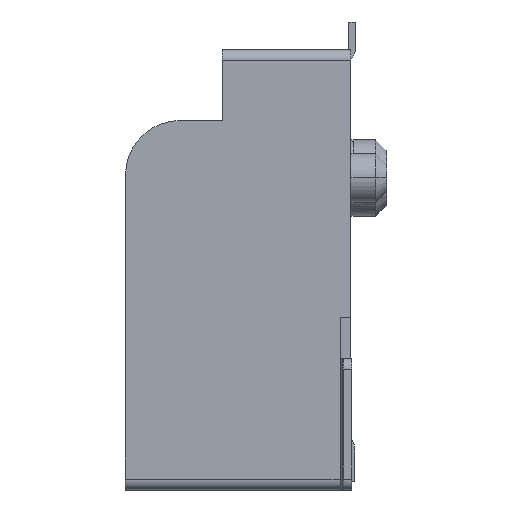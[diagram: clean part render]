
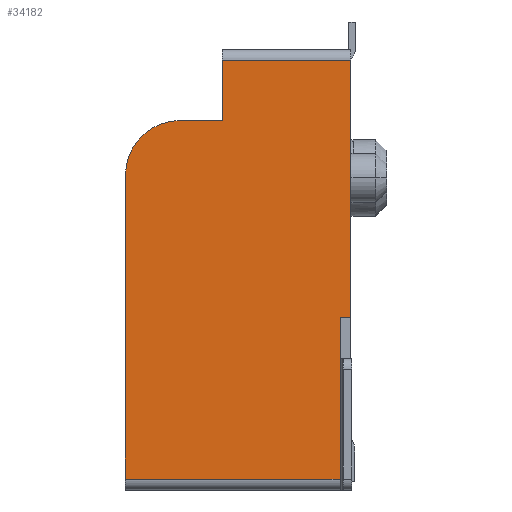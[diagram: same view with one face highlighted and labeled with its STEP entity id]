
A CAD part, left-side view. The second image highlights one B-rep face of the part: STEP entity #34182.
In plain terms, the highlighted planar face has unit normal (-1, 0, 0).
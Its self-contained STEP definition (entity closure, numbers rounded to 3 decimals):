
#1100 = CARTESIAN_POINT ( 'NONE',  ( -11., 0.25, -3.75 ) ) ;
#1430 = DIRECTION ( 'NONE',  ( 0., 0., -1. ) ) ;
#2974 = PLANE ( 'NONE',  #42868 ) ;
#3199 = CARTESIAN_POINT ( 'NONE',  ( -11., 0.25, -0.8 ) ) ;
#4672 = DIRECTION ( 'NONE',  ( 0., 1., 0. ) ) ;
#4894 = EDGE_CURVE ( 'NONE', #31578, #35415, #18861, .T. ) ;
#5461 = DIRECTION ( 'NONE',  ( 0., -1., 0. ) ) ;
#5682 = VERTEX_POINT ( 'NONE', #47373 ) ;
#6380 = VERTEX_POINT ( 'NONE', #38144 ) ;
#6461 = VECTOR ( 'NONE', #28522, 1000. ) ;
#6703 = ORIENTED_EDGE ( 'NONE', *, *, #47847, .F. ) ;
#7106 = DIRECTION ( 'NONE',  ( 0., 1., 0. ) ) ;
#7654 = DIRECTION ( 'NONE',  ( 1., 0., 0. ) ) ;
#8391 = LINE ( 'NONE', #39991, #24684 ) ;
#8696 = LINE ( 'NONE', #32726, #32652 ) ;
#8992 = CARTESIAN_POINT ( 'NONE',  ( -11., 0.05, -0.8 ) ) ;
#9010 = LINE ( 'NONE', #24433, #41531 ) ;
#9074 = DIRECTION ( 'NONE',  ( 1., 0., 0. ) ) ;
#9456 = VERTEX_POINT ( 'NONE', #45494 ) ;
#9736 = CARTESIAN_POINT ( 'NONE',  ( -11., 2.4, 2.8 ) ) ;
#12239 = CARTESIAN_POINT ( 'NONE',  ( -11., 2.4, 2.8 ) ) ;
#13799 = CARTESIAN_POINT ( 'NONE',  ( -11., 4.17, -3.75 ) ) ;
#14985 = ORIENTED_EDGE ( 'NONE', *, *, #4894, .F. ) ;
#15237 = DIRECTION ( 'NONE',  ( 0., 1., 0. ) ) ;
#15318 = ORIENTED_EDGE ( 'NONE', *, *, #49530, .T. ) ;
#15866 = CARTESIAN_POINT ( 'NONE',  ( -11., 4.17, 1.8 ) ) ;
#16980 = AXIS2_PLACEMENT_3D ( 'NONE', #44825, #9074, #17163 ) ;
#17163 = DIRECTION ( 'NONE',  ( 0., 1., 0. ) ) ;
#17945 = EDGE_CURVE ( 'NONE', #6380, #35415, #20946, .T. ) ;
#18861 = LINE ( 'NONE', #46265, #42075 ) ;
#20841 = CARTESIAN_POINT ( 'NONE',  ( -11., 4.17, 1.8 ) ) ;
#20946 = LINE ( 'NONE', #1100, #6461 ) ;
#21096 = LINE ( 'NONE', #20841, #33186 ) ;
#21435 = VERTEX_POINT ( 'NONE', #48007 ) ;
#23295 = ORIENTED_EDGE ( 'NONE', *, *, #29742, .T. ) ;
#24433 = CARTESIAN_POINT ( 'NONE',  ( -11., 2.4, 3.9 ) ) ;
#24684 = VECTOR ( 'NONE', #28249, 1000. ) ;
#25080 = ORIENTED_EDGE ( 'NONE', *, *, #51451, .T. ) ;
#25155 = DIRECTION ( 'NONE',  ( 0., 1., 0. ) ) ;
#26100 = VERTEX_POINT ( 'NONE', #41743 ) ;
#26671 = ORIENTED_EDGE ( 'NONE', *, *, #38554, .T. ) ;
#28249 = DIRECTION ( 'NONE',  ( 0., 0., -1. ) ) ;
#28522 = DIRECTION ( 'NONE',  ( 0., 0., 1. ) ) ;
#29356 = ORIENTED_EDGE ( 'NONE', *, *, #47146, .T. ) ;
#29742 = EDGE_CURVE ( 'NONE', #26100, #5682, #8696, .T. ) ;
#31049 = EDGE_LOOP ( 'NONE', ( #26671, #15318, #50840, #14985, #6703, #23295, #25080, #29356, #50347 ) ) ;
#31578 = VERTEX_POINT ( 'NONE', #8992 ) ;
#32280 = VERTEX_POINT ( 'NONE', #15866 ) ;
#32652 = VECTOR ( 'NONE', #25155, 1000. ) ;
#32726 = CARTESIAN_POINT ( 'NONE',  ( -11., 0.05, 3.9 ) ) ;
#32849 = DIRECTION ( 'NONE',  ( 0., 0., -1. ) ) ;
#33186 = VECTOR ( 'NONE', #32849, 1000. ) ;
#33626 = EDGE_CURVE ( 'NONE', #32280, #21435, #39484, .T. ) ;
#34182 = ADVANCED_FACE ( 'NONE', ( #34580 ), #2974, .F. ) ;
#34580 = FACE_OUTER_BOUND ( 'NONE', #31049, .T. ) ;
#35415 = VERTEX_POINT ( 'NONE', #3199 ) ;
#38144 = CARTESIAN_POINT ( 'NONE',  ( -11., 0.25, -3.75 ) ) ;
#38554 = EDGE_CURVE ( 'NONE', #32280, #9456, #21096, .T. ) ;
#39484 = CIRCLE ( 'NONE', #16980, 1. ) ;
#39606 = VECTOR ( 'NONE', #4672, 1000. ) ;
#39991 = CARTESIAN_POINT ( 'NONE',  ( -11., 0.05, 3.9 ) ) ;
#41531 = VECTOR ( 'NONE', #1430, 1000. ) ;
#41743 = CARTESIAN_POINT ( 'NONE',  ( -11., 0.05, 3.9 ) ) ;
#42075 = VECTOR ( 'NONE', #7106, 1000. ) ;
#42868 = AXIS2_PLACEMENT_3D ( 'NONE', #47079, #7654, #15237 ) ;
#44825 = CARTESIAN_POINT ( 'NONE',  ( -11., 3.17, 1.8 ) ) ;
#45494 = CARTESIAN_POINT ( 'NONE',  ( -11., 4.17, -3.75 ) ) ;
#46265 = CARTESIAN_POINT ( 'NONE',  ( -11., 0.05, -0.8 ) ) ;
#47079 = CARTESIAN_POINT ( 'NONE',  ( -11., 2.1, 0.075 ) ) ;
#47146 = EDGE_CURVE ( 'NONE', #47579, #21435, #47993, .T. ) ;
#47373 = CARTESIAN_POINT ( 'NONE',  ( -11., 2.4, 3.9 ) ) ;
#47579 = VERTEX_POINT ( 'NONE', #9736 ) ;
#47847 = EDGE_CURVE ( 'NONE', #26100, #31578, #8391, .T. ) ;
#47993 = LINE ( 'NONE', #12239, #39606 ) ;
#48007 = CARTESIAN_POINT ( 'NONE',  ( -11., 3.17, 2.8 ) ) ;
#48118 = VECTOR ( 'NONE', #5461, 1000. ) ;
#49530 = EDGE_CURVE ( 'NONE', #9456, #6380, #49569, .T. ) ;
#49569 = LINE ( 'NONE', #13799, #48118 ) ;
#50347 = ORIENTED_EDGE ( 'NONE', *, *, #33626, .F. ) ;
#50840 = ORIENTED_EDGE ( 'NONE', *, *, #17945, .T. ) ;
#51451 = EDGE_CURVE ( 'NONE', #5682, #47579, #9010, .T. ) ;
